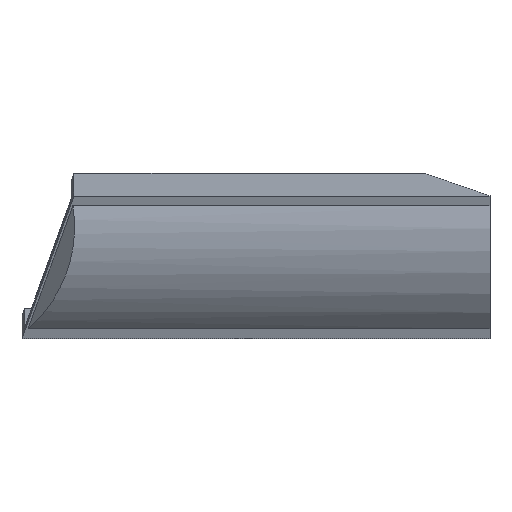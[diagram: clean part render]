
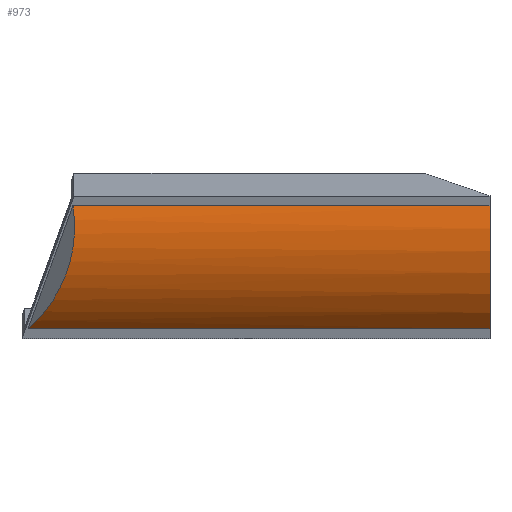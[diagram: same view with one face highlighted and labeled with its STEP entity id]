
A CAD part, front view. The second image highlights one B-rep face of the part: STEP entity #973.
In plain terms, the highlighted cylindrical face has radius 14.511 mm (diameter 29.022 mm), a partial arc.
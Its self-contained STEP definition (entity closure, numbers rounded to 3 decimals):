
#15=CIRCLE('',#1037,14.511);
#16=CYLINDRICAL_SURFACE('',#1036,14.511);
#17=ELLIPSE('',#1033,20.522,14.511);
#64=FACE_OUTER_BOUND('',#112,.T.);
#112=EDGE_LOOP('',(#870,#871,#872,#873));
#242=LINE('',#1535,#376);
#244=LINE('',#1539,#378);
#376=VECTOR('',#1255,10.);
#378=VECTOR('',#1257,10.);
#468=VERTEX_POINT('',#1532);
#469=VERTEX_POINT('',#1534);
#470=VERTEX_POINT('',#1536);
#471=VERTEX_POINT('',#1538);
#600=EDGE_CURVE('',#468,#469,#242,.T.);
#602=EDGE_CURVE('',#471,#470,#244,.T.);
#604=EDGE_CURVE('',#469,#470,#17,.F.);
#607=EDGE_CURVE('',#468,#471,#15,.T.);
#870=ORIENTED_EDGE('',*,*,#600,.F.);
#871=ORIENTED_EDGE('',*,*,#607,.T.);
#872=ORIENTED_EDGE('',*,*,#602,.T.);
#873=ORIENTED_EDGE('',*,*,#604,.F.);
#973=ADVANCED_FACE('',(#64),#16,.T.);
#1033=AXIS2_PLACEMENT_3D('',#1542,#1261,#1262);
#1036=AXIS2_PLACEMENT_3D('',#1547,#1269,#1270);
#1037=AXIS2_PLACEMENT_3D('',#1548,#1271,#1272);
#1255=DIRECTION('',(-1.,0.,0.));
#1257=DIRECTION('',(-1.,0.,0.));
#1261=DIRECTION('center_axis',(0.707,0.707,0.));
#1262=DIRECTION('ref_axis',(0.707,-0.707,0.));
#1269=DIRECTION('center_axis',(-1.,0.,0.));
#1270=DIRECTION('ref_axis',(0.,-0.988,0.154));
#1271=DIRECTION('center_axis',(-1.,0.,0.));
#1272=DIRECTION('ref_axis',(0.,-0.988,0.154));
#1532=CARTESIAN_POINT('',(-335.2,209.825,23.21));
#1534=CARTESIAN_POINT('',(-384.542,209.825,23.21));
#1535=CARTESIAN_POINT('',(0.,209.825,23.21));
#1536=CARTESIAN_POINT('',(-379.754,205.037,36.365));
#1538=CARTESIAN_POINT('',(-335.2,205.037,36.365));
#1539=CARTESIAN_POINT('',(0.,205.037,36.365));
#1542=CARTESIAN_POINT('Origin',(-394.093,219.375,34.135));
#1547=CARTESIAN_POINT('Origin',(0.,219.375,34.135));
#1548=CARTESIAN_POINT('Origin',(-335.2,219.375,34.135));
